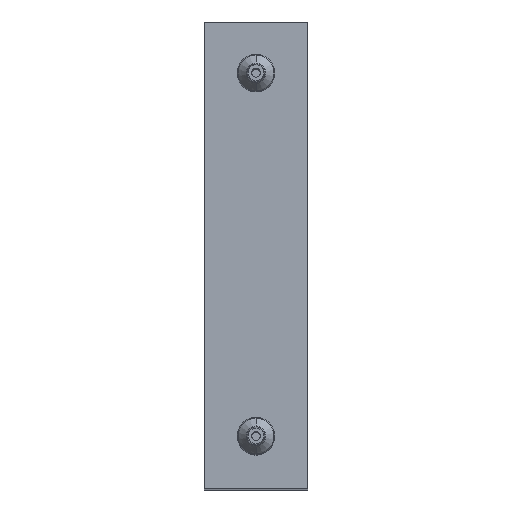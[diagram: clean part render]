
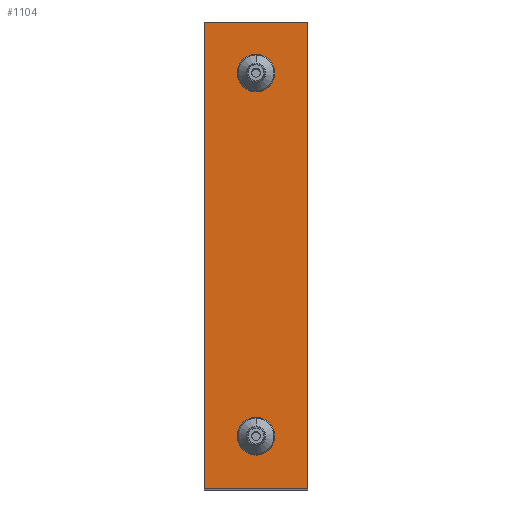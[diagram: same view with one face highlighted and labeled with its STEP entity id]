
A CAD part, top view. The second image highlights one B-rep face of the part: STEP entity #1104.
In plain terms, the highlighted planar face has unit normal (0, 0, 1).
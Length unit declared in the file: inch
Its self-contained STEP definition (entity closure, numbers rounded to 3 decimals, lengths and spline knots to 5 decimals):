
#21=DIRECTION('',(0.,-1.,0.));
#22=VECTOR('',#21,2.25);
#23=CARTESIAN_POINT('',(-0.25,1.125,1.5));
#24=LINE('',#23,#22);
#133=DIRECTION('',(0.,-1.,0.));
#134=VECTOR('',#133,2.25);
#135=CARTESIAN_POINT('',(0.25,1.125,1.5));
#136=LINE('',#135,#134);
#349=DIRECTION('',(1.,0.,0.));
#350=VECTOR('',#349,0.5);
#351=CARTESIAN_POINT('',(-0.25,-1.125,1.5));
#352=LINE('',#351,#350);
#363=DIRECTION('',(1.,0.,0.));
#364=VECTOR('',#363,0.5);
#365=CARTESIAN_POINT('',(-0.25,1.125,1.5));
#366=LINE('',#365,#364);
#367=CARTESIAN_POINT('',(0.,-0.875,1.5));
#368=DIRECTION('',(0.,0.,1.));
#369=DIRECTION('',(0.,-1.,0.));
#370=AXIS2_PLACEMENT_3D('',#367,#368,#369);
#372=CARTESIAN_POINT('',(0.,-0.875,1.5));
#373=DIRECTION('',(0.,0.,1.));
#374=DIRECTION('',(0.,1.,0.));
#375=AXIS2_PLACEMENT_3D('',#372,#373,#374);
#377=CARTESIAN_POINT('',(0.,0.875,1.5));
#378=DIRECTION('',(0.,0.,1.));
#379=DIRECTION('',(0.,-1.,0.));
#380=AXIS2_PLACEMENT_3D('',#377,#378,#379);
#382=CARTESIAN_POINT('',(0.,0.875,1.5));
#383=DIRECTION('',(0.,0.,1.));
#384=DIRECTION('',(0.,1.,0.));
#385=AXIS2_PLACEMENT_3D('',#382,#383,#384);
#545=CARTESIAN_POINT('',(-0.25,-1.125,1.5));
#547=VERTEX_POINT('',#545);
#555=CARTESIAN_POINT('',(-0.25,1.125,1.5));
#556=VERTEX_POINT('',#555);
#557=CARTESIAN_POINT('',(0.25,-1.125,1.5));
#559=VERTEX_POINT('',#557);
#567=CARTESIAN_POINT('',(0.25,1.125,1.5));
#568=VERTEX_POINT('',#567);
#637=CARTESIAN_POINT('',(0.,-0.914,1.5));
#638=CARTESIAN_POINT('',(0.,-0.836,1.5));
#639=VERTEX_POINT('',#637);
#640=VERTEX_POINT('',#638);
#653=CARTESIAN_POINT('',(0.,0.836,1.5));
#654=VERTEX_POINT('',#653);
#655=CARTESIAN_POINT('',(0.,0.914,1.5));
#656=VERTEX_POINT('',#655);
#1080=CARTESIAN_POINT('',(-0.25,1.125,1.5));
#1081=DIRECTION('',(0.,0.,1.));
#1082=DIRECTION('',(0.,-1.,0.));
#1083=AXIS2_PLACEMENT_3D('',#1080,#1081,#1082);
#1084=PLANE('',#1083);
#1085=ORIENTED_EDGE('',*,*,#716,.F.);
#1087=ORIENTED_EDGE('',*,*,#1086,.T.);
#1088=ORIENTED_EDGE('',*,*,#785,.T.);
#1089=ORIENTED_EDGE('',*,*,#1067,.F.);
#1090=EDGE_LOOP('',(#1085,#1087,#1088,#1089));
#1091=FACE_OUTER_BOUND('',#1090,.F.);
#1093=ORIENTED_EDGE('',*,*,#1092,.T.);
#1095=ORIENTED_EDGE('',*,*,#1094,.T.);
#1096=EDGE_LOOP('',(#1093,#1095));
#1097=FACE_BOUND('',#1096,.F.);
#1099=ORIENTED_EDGE('',*,*,#1098,.T.);
#1101=ORIENTED_EDGE('',*,*,#1100,.T.);
#1102=EDGE_LOOP('',(#1099,#1101));
#1103=FACE_BOUND('',#1102,.F.);
#1104=ADVANCED_FACE('',(#1091,#1097,#1103),#1084,.T.);
#371=CIRCLE('',#370,0.039);
#376=CIRCLE('',#375,0.039);
#381=CIRCLE('',#380,0.039);
#386=CIRCLE('',#385,0.039);
#716=EDGE_CURVE('',#556,#547,#24,.T.);
#785=EDGE_CURVE('',#568,#559,#136,.T.);
#1067=EDGE_CURVE('',#547,#559,#352,.T.);
#1086=EDGE_CURVE('',#556,#568,#366,.T.);
#1092=EDGE_CURVE('',#639,#640,#371,.T.);
#1094=EDGE_CURVE('',#640,#639,#376,.T.);
#1098=EDGE_CURVE('',#654,#656,#381,.T.);
#1100=EDGE_CURVE('',#656,#654,#386,.T.);
